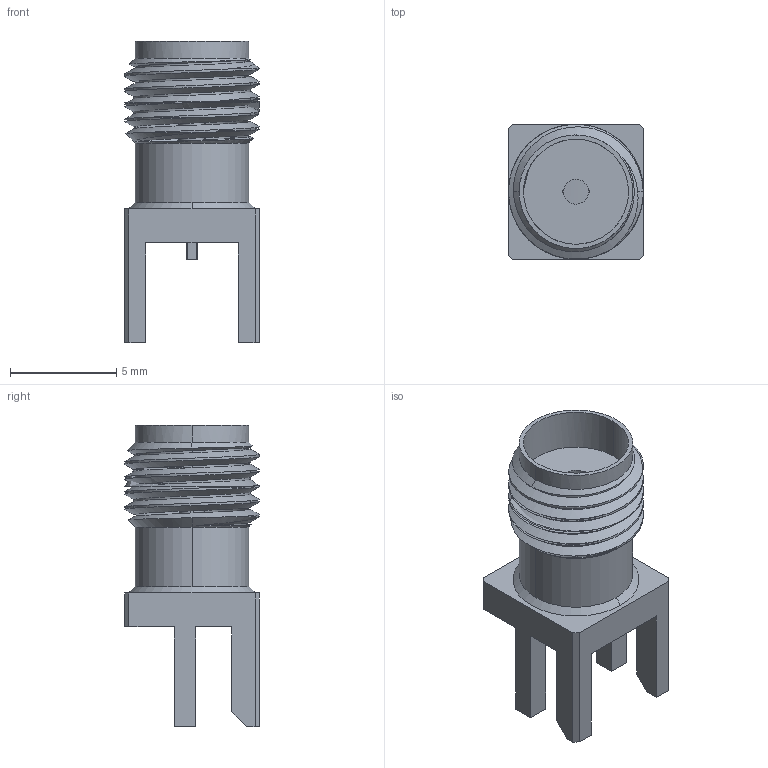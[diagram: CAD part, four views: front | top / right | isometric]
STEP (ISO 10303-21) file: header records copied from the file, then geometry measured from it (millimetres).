
FILE_DESCRIPTION (( 'STEP AP214' ), '1' );
FILE_NAME ('60312202114513.STEP', '2024-07-18T14:44:34', ( '' ), ( '' ), 'SwSTEP 2.0', 'SolidWorks 2016', '' );
FILE_SCHEMA (( 'AUTOMOTIVE_DESIGN' ));
Length unit declared in the file: millimetre
Products named in the file (1): 60312202114513
Bounding box: 6.35 x 6.35 x 14.2 mm (x, y, z)
Surface area: 575.5 mm2 (no closed solid volume)
Topology: 0 solids, 3 shells, 84 faces, 246 edges, 156 vertices
Faces by surface type: plane 40, cylinder 31, cone 7, bspline 6
Entity records: 5998 total; most frequent: CARTESIAN_POINT 3911, ORIENTED_EDGE 446, DIRECTION 331, EDGE_CURVE 234, VERTEX_POINT 151, VECTOR 115, LINE 115, AXIS2_PLACEMENT_3D 108
